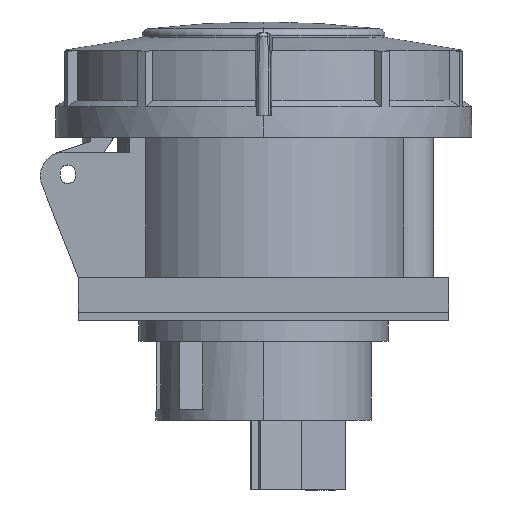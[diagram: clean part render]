
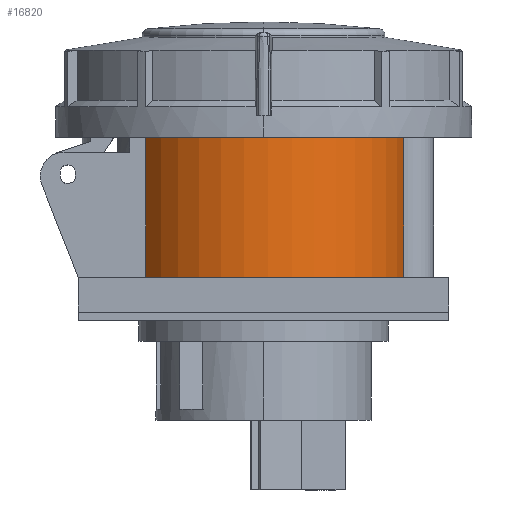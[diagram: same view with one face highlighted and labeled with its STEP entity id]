
A CAD part, left-side view. The second image highlights one B-rep face of the part: STEP entity #16820.
In plain terms, the highlighted cylindrical face has radius 32.8 mm (diameter 65.6 mm), a partial arc.
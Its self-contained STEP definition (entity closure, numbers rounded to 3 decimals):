
#42 = VERTEX_POINT ( 'NONE', #16059 ) ;
#64 = AXIS2_PLACEMENT_3D ( 'NONE', #6729, #17355, #5334 ) ;
#399 = CARTESIAN_POINT ( 'NONE',  ( -18.495, 27.085, 30.1 ) ) ;
#817 = ORIENTED_EDGE ( 'NONE', *, *, #1822, .T. ) ;
#1822 = EDGE_CURVE ( 'NONE', #42, #16744, #10895, .T. ) ;
#2814 = AXIS2_PLACEMENT_3D ( 'NONE', #4640, #4548, #5926 ) ;
#3069 = CARTESIAN_POINT ( 'NONE',  ( -18.495, 27.085, 1.4 ) ) ;
#3566 = ORIENTED_EDGE ( 'NONE', *, *, #4261, .F. ) ;
#4139 = CARTESIAN_POINT ( 'NONE',  ( 0.005, 0., 33.7 ) ) ;
#4211 = CARTESIAN_POINT ( 'NONE',  ( -6.692, -32.109, 1.4 ) ) ;
#4261 = EDGE_CURVE ( 'NONE', #16188, #16744, #14021, .T. ) ;
#4548 = DIRECTION ( 'NONE',  ( 0., 0., -1. ) ) ;
#4640 = CARTESIAN_POINT ( 'NONE',  ( 0.005, 0., 1.4 ) ) ;
#5334 = DIRECTION ( 'NONE',  ( 0., 1., 0. ) ) ;
#5376 = ORIENTED_EDGE ( 'NONE', *, *, #11002, .F. ) ;
#5926 = DIRECTION ( 'NONE',  ( 0., 1., 0. ) ) ;
#6307 = VECTOR ( 'NONE', #6467, 1000. ) ;
#6349 = VERTEX_POINT ( 'NONE', #4211 ) ;
#6467 = DIRECTION ( 'NONE',  ( 0., 0., 1. ) ) ;
#6729 = CARTESIAN_POINT ( 'NONE',  ( 0.005, 0., 0. ) ) ;
#7219 = EDGE_CURVE ( 'NONE', #42, #6349, #17046, .T. ) ;
#8235 = CIRCLE ( 'NONE', #2814, 32.8 ) ;
#10895 = CIRCLE ( 'NONE', #14699, 32.8 ) ;
#11002 = EDGE_CURVE ( 'NONE', #6349, #16188, #8235, .T. ) ;
#12495 = CARTESIAN_POINT ( 'NONE',  ( -6.692, -32.109, 202.381 ) ) ;
#12858 = ORIENTED_EDGE ( 'NONE', *, *, #7219, .F. ) ;
#14021 = LINE ( 'NONE', #399, #6307 ) ;
#14699 = AXIS2_PLACEMENT_3D ( 'NONE', #4139, #19028, #16170 ) ;
#15686 = FACE_OUTER_BOUND ( 'NONE', #18793, .T. ) ;
#16059 = CARTESIAN_POINT ( 'NONE',  ( -6.692, -32.109, 33.7 ) ) ;
#16170 = DIRECTION ( 'NONE',  ( 0., -1., 0. ) ) ;
#16188 = VERTEX_POINT ( 'NONE', #3069 ) ;
#16256 = VECTOR ( 'NONE', #16745, 1000. ) ;
#16744 = VERTEX_POINT ( 'NONE', #19620 ) ;
#16745 = DIRECTION ( 'NONE',  ( 0., 0., -1. ) ) ;
#16820 = ADVANCED_FACE ( 'NONE', ( #15686 ), #18919, .T. ) ;
#17046 = LINE ( 'NONE', #12495, #16256 ) ;
#17355 = DIRECTION ( 'NONE',  ( 0., 0., 1. ) ) ;
#18793 = EDGE_LOOP ( 'NONE', ( #3566, #5376, #12858, #817 ) ) ;
#18919 = CYLINDRICAL_SURFACE ( 'NONE', #64, 32.8 ) ;
#19028 = DIRECTION ( 'NONE',  ( 0., 0., -1. ) ) ;
#19620 = CARTESIAN_POINT ( 'NONE',  ( -18.495, 27.085, 33.7 ) ) ;
